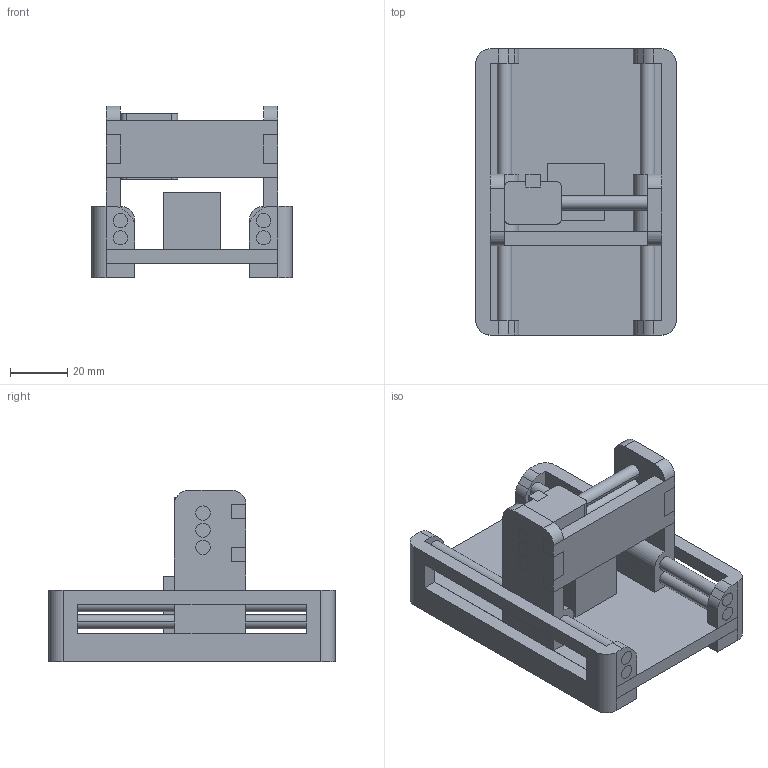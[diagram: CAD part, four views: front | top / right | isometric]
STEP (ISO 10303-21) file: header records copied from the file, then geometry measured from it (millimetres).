
FILE_DESCRIPTION(('CATIA V5 STEP Exchange'),'2;1');
FILE_NAME('Prototipo1.stp','2016-05-01T18:25:40+00:00',('none'),('none'),'CATIA Version 5 Release 19 SP 2 (IN-10)','CATIA V5 STEP AP203','none');
FILE_SCHEMA(('CONFIG_CONTROL_DESIGN'));
Length unit declared in the file: millimetre
Products named in the file (1): Prototipo
Assembly tree (16 placements, depth 2):
  Prototipo
    #58
    #233
    #408  x2
    #1522  x4
    #1671
    #2580
    #3461
    #3992  x3
    #4126
    #4755
Bounding box: 70 x 100 x 60 mm (x, y, z)
Volume: 101910.8 mm3; surface area: 57399.2 mm2
Topology: 16 solids, 16 shells, 222 faces, 555 edges, 364 vertices
Faces by surface type: plane 140, cylinder 80, cone 2
Entity records: 5062 total; most frequent: CARTESIAN_POINT 854, ORIENTED_EDGE 850, DIRECTION 723, EDGE_CURVE 425, VECTOR 311, LINE 311, VERTEX_POINT 280, AXIS2_PLACEMENT_3D 263
